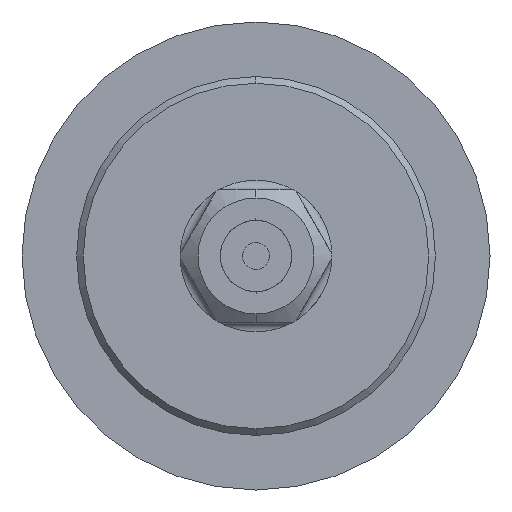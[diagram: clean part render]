
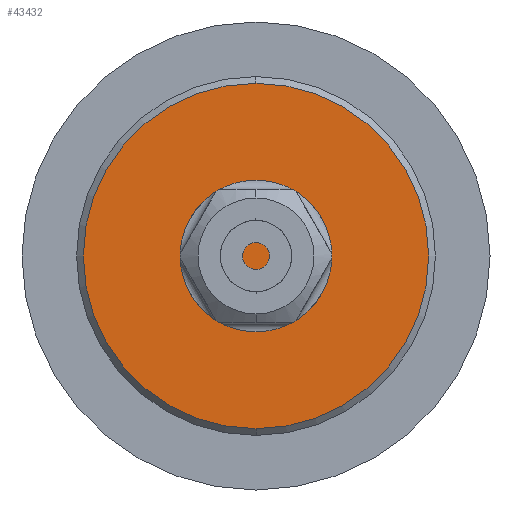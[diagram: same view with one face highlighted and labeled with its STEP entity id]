
A CAD part, front view. The second image highlights one B-rep face of the part: STEP entity #43432.
In plain terms, the highlighted face is planar.
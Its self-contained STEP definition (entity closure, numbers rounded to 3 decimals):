
#1063 = AXIS2_PLACEMENT_3D ( 'NONE', #86775, #54700, #24327 ) ;
#3724 = ORIENTED_EDGE ( 'NONE', *, *, #8694, .F. ) ;
#4232 = CARTESIAN_POINT ( 'NONE',  ( 0., -38.75, 16.5 ) ) ;
#8694 = EDGE_CURVE ( 'NONE', #75609, #48825, #99633, .T. ) ;
#15374 = PLANE ( 'NONE',  #1063 ) ;
#17046 = CARTESIAN_POINT ( 'NONE',  ( 0., 0., 16.5 ) ) ;
#19897 = AXIS2_PLACEMENT_3D ( 'NONE', #17046, #24957, #71191 ) ;
#24327 = DIRECTION ( 'NONE',  ( 1., 0., 0. ) ) ;
#24957 = DIRECTION ( 'NONE',  ( 0., 0., -1. ) ) ;
#38564 = EDGE_LOOP ( 'NONE', ( #61408, #3724 ) ) ;
#42597 = DIRECTION ( 'NONE',  ( 0., 0., -1. ) ) ;
#42942 = CARTESIAN_POINT ( 'NONE',  ( 0., 0., 16.5 ) ) ;
#43432 = ADVANCED_FACE ( 'N', ( #77346 ), #15374, .T. ) ;
#45231 = CIRCLE ( 'NONE', #19897, 38.75 ) ;
#45598 = AXIS2_PLACEMENT_3D ( 'NONE', #42942, #42597, #74688 ) ;
#48825 = VERTEX_POINT ( 'NONE', #55856 ) ;
#54330 = EDGE_CURVE ( 'NONE', #48825, #75609, #45231, .T. ) ;
#54700 = DIRECTION ( 'NONE',  ( 0., 0., 1. ) ) ;
#55856 = CARTESIAN_POINT ( 'NONE',  ( 0., 38.75, 16.5 ) ) ;
#61408 = ORIENTED_EDGE ( 'NONE', *, *, #54330, .F. ) ;
#71191 = DIRECTION ( 'NONE',  ( 0., 1., 0. ) ) ;
#74688 = DIRECTION ( 'NONE',  ( 0., 1., 0. ) ) ;
#75609 = VERTEX_POINT ( 'NONE', #4232 ) ;
#77346 = FACE_OUTER_BOUND ( 'NONE', #38564, .T. ) ;
#86775 = CARTESIAN_POINT ( 'NONE',  ( 0., 0., 16.5 ) ) ;
#99633 = CIRCLE ( 'NONE', #45598, 38.75 ) ;
